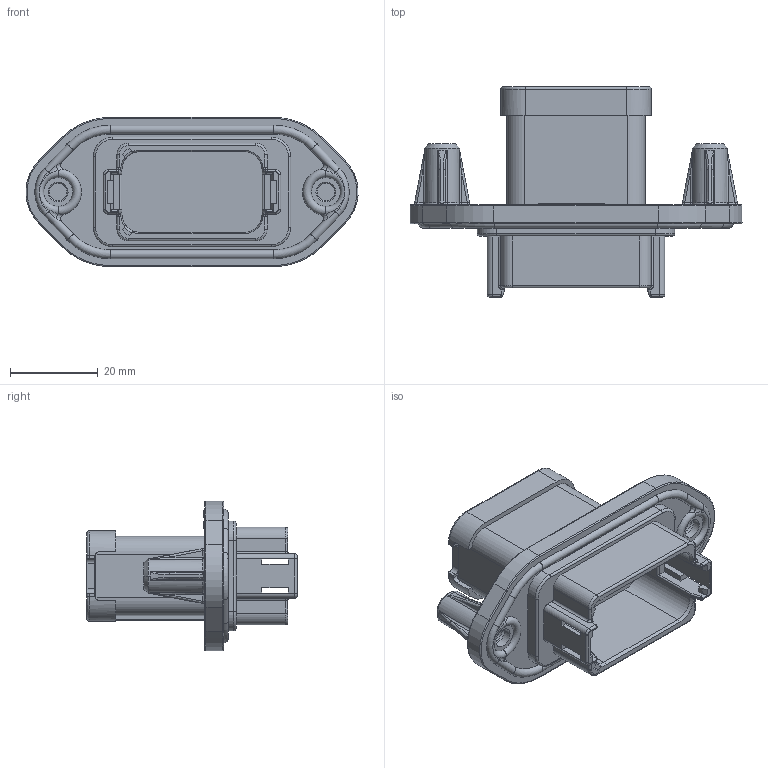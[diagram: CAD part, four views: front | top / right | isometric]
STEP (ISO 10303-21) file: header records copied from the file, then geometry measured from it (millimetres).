
FILE_DESCRIPTION((''),'2;1');
FILE_NAME('26-80426-12B','2016-02-29T',('Orion.Li'),(''),'PRO/ENGINEER BY PARAMETRIC TECHNOLOGY CORPORATION, 2013230','PRO/ENGINEER BY PARAMETRIC TECHNOLOGY CORPORATION, 2013230','');
FILE_SCHEMA(('CONFIG_CONTROL_DESIGN'));
Products named in the file (1): 26-80426-12B
Bounding box: 75.64 x 47.85 x 34 mm (x, y, z)
Volume: 27551.3 mm3; surface area: 14881.9 mm2
Topology: 1 solids, 8 shells, 2403 faces, 6573 edges, 4293 vertices
Faces by surface type: plane 1855, cylinder 230, torus 98, bspline 95, extrusion 77, sphere 26, cone 22
Entity records: 82039 total; most frequent: CARTESIAN_POINT 21720, ORIENTED_EDGE 13146, DIRECTION 11378, EDGE_CURVE 6573, VECTOR 5526, LINE 5449, VERTEX_POINT 4293, AXIS2_PLACEMENT_3D 2926
